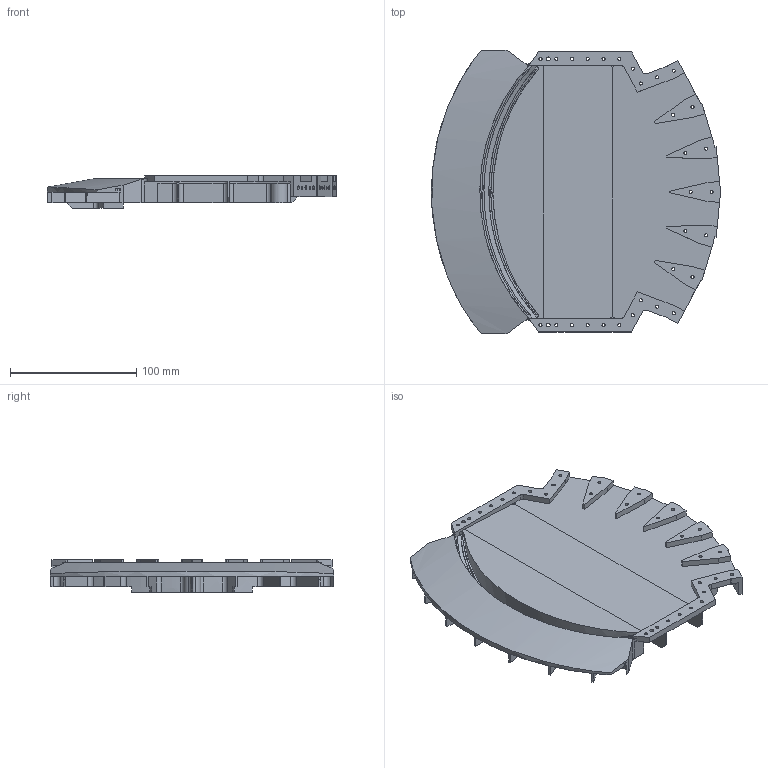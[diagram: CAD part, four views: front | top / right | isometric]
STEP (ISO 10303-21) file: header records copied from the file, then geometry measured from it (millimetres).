
FILE_DESCRIPTION(('STEP AP214'),'1');
FILE_NAME('demicoquilleinferieure_23x23.step','2016-06-09T16:52:17',(' '),('ANSOFT Corporation'),'Spatial InterOp 3D',' ',' ');
FILE_SCHEMA(('automotive_design'));
Length unit declared in the file: millimetre
Products named in the file (1): DEMICOQUILLEINFERIEURE
Bounding box: 229.16 x 224.37 x 26 mm (x, y, z)
Volume: 219440.1 mm3; surface area: 171930.1 mm2
Topology: 1 solids, 1 shells, 820 faces, 2406 edges, 1579 vertices
Faces by surface type: cylinder 401, plane 310, extrusion 57, bspline 26, cone 26
Entity records: 36473 total; most frequent: CARTESIAN_POINT 7615, ORIENTED_EDGE 4760, DIRECTION 4589, EDGE_CURVE 2380, AXIS2_PLACEMENT_3D 1594, VERTEX_POINT 1579, VECTOR 1401, LINE 1344
